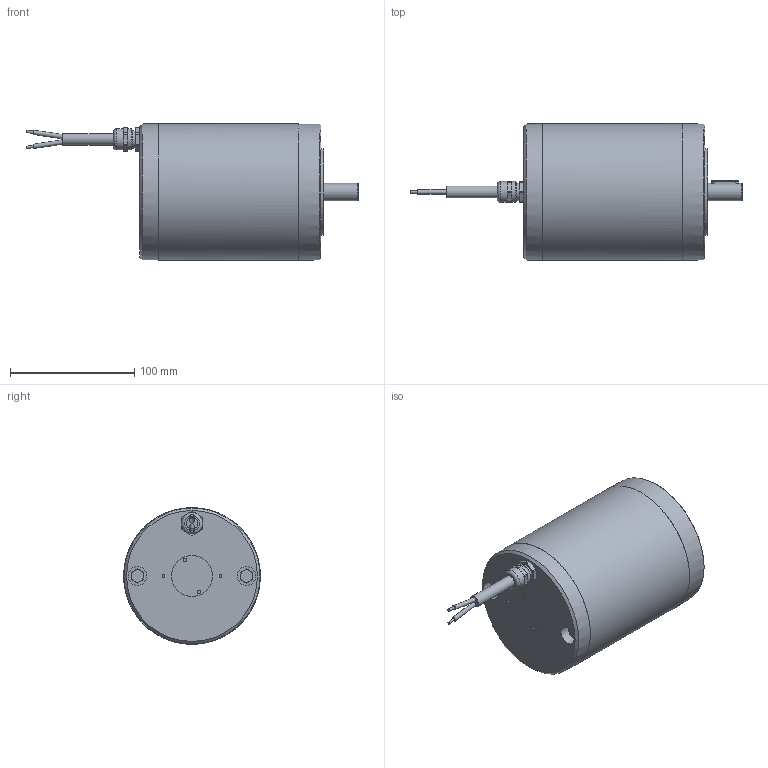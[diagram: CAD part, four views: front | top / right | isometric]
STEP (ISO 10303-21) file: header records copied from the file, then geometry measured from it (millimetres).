
FILE_DESCRIPTION (( 'STEP AP203' ), '1' );
FILE_NAME ('VGM 8035.STEP', '2019-11-21T12:26:22', ( '' ), ( '' ), 'SwSTEP 2.0', 'SolidWorks 2019', '' );
FILE_SCHEMA (( 'CONFIG_CONTROL_DESIGN' ));
Length unit declared in the file: millimetre
Products named in the file (1): VGM 8035
Bounding box: 267.43 x 110 x 109.99 mm (x, y, z)
Volume: 1390251.8 mm3; surface area: 77372.7 mm2
Topology: 1 solids, 1 shells, 160 faces, 338 edges, 209 vertices
Faces by surface type: plane 93, cylinder 43, cone 21, torus 3
Full cylindrical faces by diameter (mm): 2 x2, 2.05 x2, 2.6 x2, 3.5 x2, 5 x4, 9.3 x1, 10 x2, 14 x2, 15 x2, 17 x3, 19 x1, 33.2 x1, 60 x1, 70 x1, 110 x1
Entity records: 4115 total; most frequent: CARTESIAN_POINT 787, DIRECTION 720, ORIENTED_EDGE 572, AXIS2_PLACEMENT_3D 301, EDGE_CURVE 286, EDGE_LOOP 226, VERTEX_POINT 194, FACE_OUTER_BOUND 188
